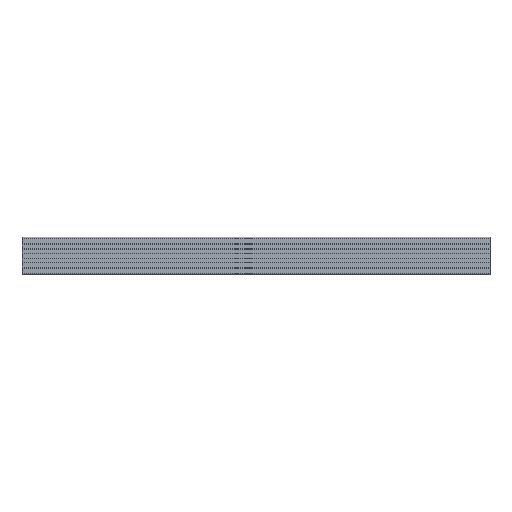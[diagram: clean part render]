
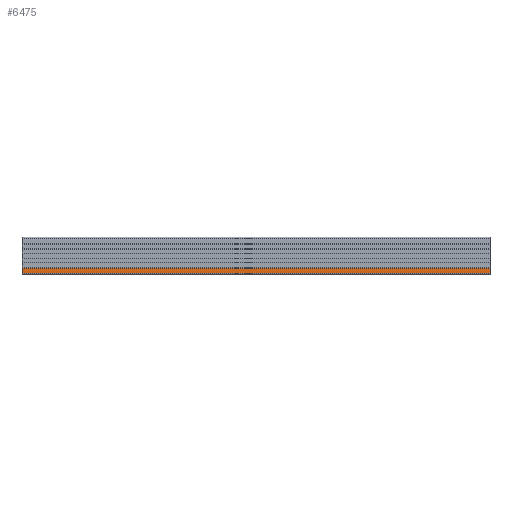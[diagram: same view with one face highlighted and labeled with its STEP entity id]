
A CAD part, top view. The second image highlights one B-rep face of the part: STEP entity #6475.
In plain terms, the highlighted planar face has unit normal (0, 0, 1).
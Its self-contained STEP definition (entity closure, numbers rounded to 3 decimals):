
#49 = AXIS2_PLACEMENT_3D ( 'NONE', #5419, #5425, #5426 ) ;
#447 = ORIENTED_EDGE ( 'NONE', *, *, #6392, .T. ) ;
#449 = ORIENTED_EDGE ( 'NONE', *, *, #6385, .F. ) ;
#466 = ORIENTED_EDGE ( 'NONE', *, *, #6389, .F. ) ;
#560 = ORIENTED_EDGE ( 'NONE', *, *, #6393, .F. ) ;
#5256 = CARTESIAN_POINT ( 'NONE',  ( 0., -25.8, 40. ) ) ;
#5257 = DIRECTION ( 'NONE',  ( 0., -1., 0. ) ) ;
#5265 = CARTESIAN_POINT ( 'NONE',  ( -1113.137, -25.8, 40. ) ) ;
#5266 = DIRECTION ( 'NONE',  ( 1., 0., 0. ) ) ;
#5267 = CARTESIAN_POINT ( 'NONE',  ( -1000., -25.8, 40. ) ) ;
#5271 = CARTESIAN_POINT ( 'NONE',  ( -1113.137, -37., 40. ) ) ;
#5272 = DIRECTION ( 'NONE',  ( 1., 0., 0. ) ) ;
#5273 = DIRECTION ( 'NONE',  ( 0., 1., 0. ) ) ;
#5288 = CARTESIAN_POINT ( 'NONE',  ( -1000., -25.8, 40. ) ) ;
#5291 = CARTESIAN_POINT ( 'NONE',  ( 0., -25.8, 40. ) ) ;
#5416 = PLANE ( 'NONE',  #49 ) ;
#5419 = CARTESIAN_POINT ( 'NONE',  ( -1113.137, -25.8, 40. ) ) ;
#5425 = DIRECTION ( 'NONE',  ( 0., 0., 1. ) ) ;
#5426 = DIRECTION ( 'NONE',  ( 1., 0., 0. ) ) ;
#5718 = CARTESIAN_POINT ( 'NONE',  ( 0., -37., 40. ) ) ;
#5719 = CARTESIAN_POINT ( 'NONE',  ( -1000., -37., 40. ) ) ;
#6385 = EDGE_CURVE ( 'NONE', #6404, #6579, #9676, .T. ) ;
#6389 = EDGE_CURVE ( 'NONE', #6405, #6404, #9675, .T. ) ;
#6392 = EDGE_CURVE ( 'NONE', #6580, #6579, #9688, .T. ) ;
#6393 = EDGE_CURVE ( 'NONE', #6580, #6405, #9681, .T. ) ;
#6404 = VERTEX_POINT ( 'NONE', #5291 ) ;
#6405 = VERTEX_POINT ( 'NONE', #5288 ) ;
#6475 = ADVANCED_FACE ( 'NONE', ( #9732 ), #5416, .T. ) ;
#6579 = VERTEX_POINT ( 'NONE', #5718 ) ;
#6580 = VERTEX_POINT ( 'NONE', #5719 ) ;
#7691 = EDGE_LOOP ( 'NONE', ( #560, #447, #449, #466 ) ) ;
#9669 = VECTOR ( 'NONE', #5266, 1000. ) ;
#9675 = LINE ( 'NONE', #5265, #9669 ) ;
#9676 = LINE ( 'NONE', #5256, #9677 ) ;
#9677 = VECTOR ( 'NONE', #5257, 1000. ) ;
#9681 = LINE ( 'NONE', #5267, #9690 ) ;
#9688 = LINE ( 'NONE', #5271, #9689 ) ;
#9689 = VECTOR ( 'NONE', #5272, 1000. ) ;
#9690 = VECTOR ( 'NONE', #5273, 1000. ) ;
#9732 = FACE_OUTER_BOUND ( 'NONE', #7691, .T. ) ;
